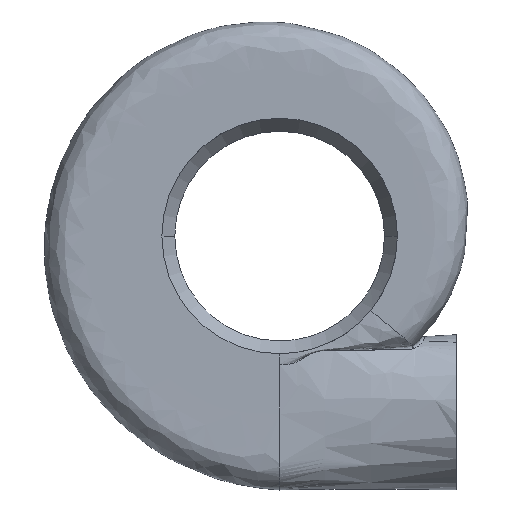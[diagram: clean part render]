
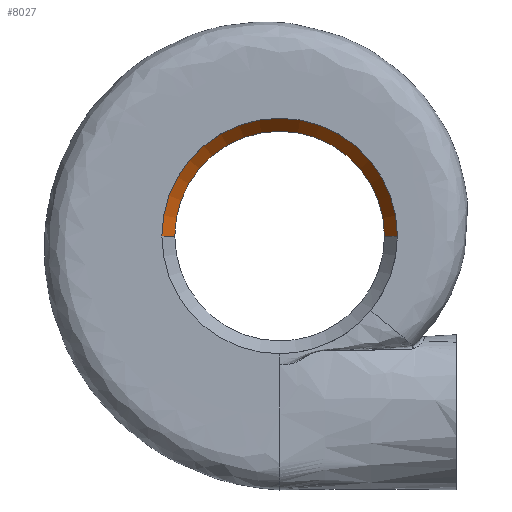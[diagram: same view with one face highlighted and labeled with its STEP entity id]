
A CAD part, top view. The second image highlights one B-rep face of the part: STEP entity #8027.
In plain terms, the highlighted conical face has half-angle 35 degrees and reference radius 26.5 mm.
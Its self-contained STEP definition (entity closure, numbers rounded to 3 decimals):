
#263 = VERTEX_POINT('',#264);
#264 = CARTESIAN_POINT('',(-23.593,0.,
    0.305));
#271 = EDGE_CURVE('',#263,#272,#274,.T.);
#272 = VERTEX_POINT('',#273);
#273 = CARTESIAN_POINT('',(23.593,0.,
    0.305));
#274 = CIRCLE('',#275,23.593);
#275 = AXIS2_PLACEMENT_3D('',#276,#277,#278);
#276 = CARTESIAN_POINT('',(0.,0.,0.305));
#277 = DIRECTION('',(0.,0.,-1.));
#278 = DIRECTION('',(1.,-0.,-0.));
#8027 = ADVANCED_FACE('Spiral material walls',(#8028),#8053,.F.);
#8028 = FACE_BOUND('',#8029,.F.);
#8029 = EDGE_LOOP('',(#8030,#8041,#8047,#8048));
#8030 = ORIENTED_EDGE('',*,*,#8031,.T.);
#8031 = EDGE_CURVE('',#8032,#8034,#8036,.T.);
#8032 = VERTEX_POINT('',#8033);
#8033 = CARTESIAN_POINT('',(-26.5,0.,4.456));
#8034 = VERTEX_POINT('',#8035);
#8035 = CARTESIAN_POINT('',(26.5,0.,4.456));
#8036 = CIRCLE('',#8037,26.5);
#8037 = AXIS2_PLACEMENT_3D('',#8038,#8039,#8040);
#8038 = CARTESIAN_POINT('',(0.,0.,4.456));
#8039 = DIRECTION('',(0.,0.,-1.));
#8040 = DIRECTION('',(1.,-0.,-0.));
#8041 = ORIENTED_EDGE('',*,*,#8042,.T.);
#8042 = EDGE_CURVE('',#8034,#272,#8043,.T.);
#8043 = LINE('',#8044,#8045);
#8044 = CARTESIAN_POINT('',(26.5,0.,4.456));
#8045 = VECTOR('',#8046,1.);
#8046 = DIRECTION('',(-0.574,-0.,-0.819));
#8047 = ORIENTED_EDGE('',*,*,#271,.F.);
#8048 = ORIENTED_EDGE('',*,*,#8049,.F.);
#8049 = EDGE_CURVE('',#8032,#263,#8050,.T.);
#8050 = B_SPLINE_CURVE_WITH_KNOTS('',1,(#8051,#8052),.UNSPECIFIED.,.F.,
  .F.,(2,2),(0.,5.068),.PIECEWISE_BEZIER_KNOTS.);
#8051 = CARTESIAN_POINT('',(-26.5,0.,4.456));
#8052 = CARTESIAN_POINT('',(-23.593,0.,
    0.305));
#8053 = CONICAL_SURFACE('',#8054,26.5,0.611);
#8054 = AXIS2_PLACEMENT_3D('',#8055,#8056,#8057);
#8055 = CARTESIAN_POINT('',(0.,0.,4.456));
#8056 = DIRECTION('',(0.,-0.,1.));
#8057 = DIRECTION('',(1.,-0.,-0.));
